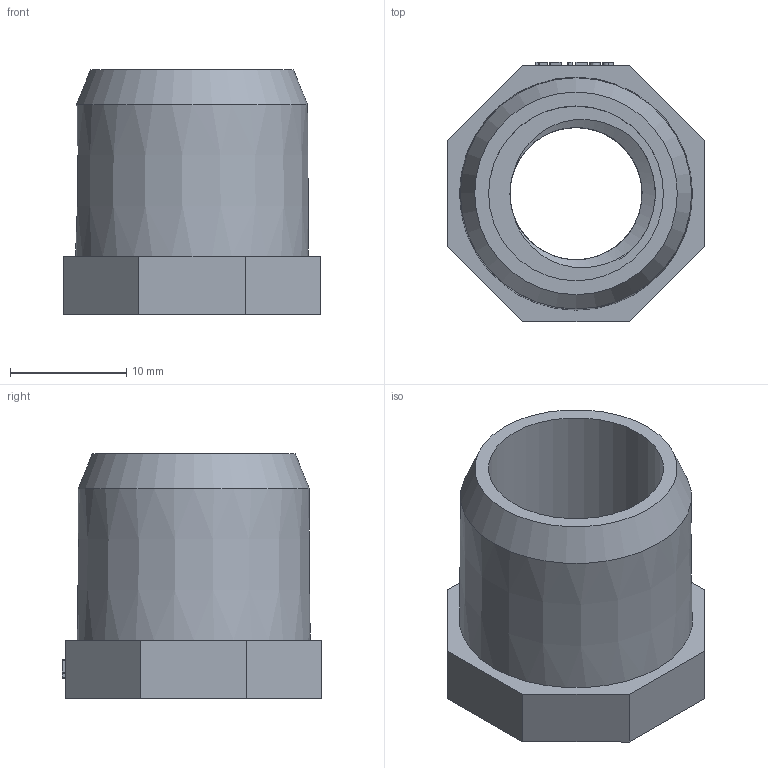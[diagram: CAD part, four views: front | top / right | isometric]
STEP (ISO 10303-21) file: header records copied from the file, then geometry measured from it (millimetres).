
FILE_DESCRIPTION(/* description */ (''),/* implementation_level */ '2;1');
FILE_NAME(/* name */ 'mold for pvc female reducer 20mmX1÷4.stp',/* time_stamp */ '2023-05-15T08:05:41+08:00',/* author */ (''),/* organization */ (''),/* preprocessor_version */ 'ST-DEVELOPER v16',/* originating_system */ 'SIEMENS PLM Software NX 10.0',/* authorisation */ '');
FILE_SCHEMA (('AUTOMOTIVE_DESIGN { 1 0 10303 214 3 1 1 1 }'));
Length unit declared in the file: millimetre
Products named in the file (1): gelv13BCFEA2oasj
Bounding box: 22 x 22.3 x 21 mm (x, y, z)
Volume: 3631.7 mm3; surface area: 2975.8 mm2
Topology: 1 solids, 1 shells, 70 faces, 171 edges, 113 vertices
Faces by surface type: plane 53, extrusion 9, cylinder 3, cone 3, bspline 2
Full cylindrical faces by diameter (mm): 15 x1
Entity records: 3367 total; most frequent: CARTESIAN_POINT 1415, ORIENTED_EDGE 332, DIRECTION 280, EDGE_CURVE 166, VECTOR 138, LINE 129, VERTEX_POINT 112, EDGE_LOOP 86
